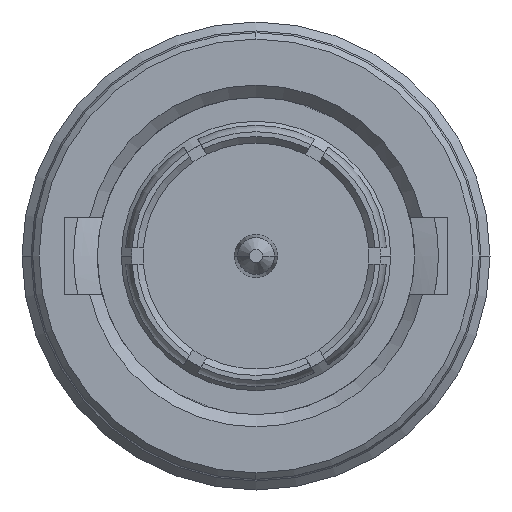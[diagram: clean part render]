
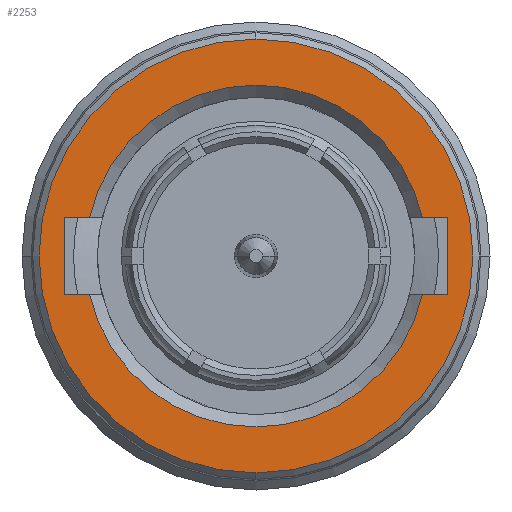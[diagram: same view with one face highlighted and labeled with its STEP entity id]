
A CAD part, left-side view. The second image highlights one B-rep face of the part: STEP entity #2253.
In plain terms, the highlighted planar face has unit normal (-1, 0, 0).
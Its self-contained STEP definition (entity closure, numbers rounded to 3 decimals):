
#1=CARTESIAN_POINT('',(0.,0.,0.));
#2=DIRECTION('',(-1.,0.,0.));
#3=DIRECTION('',(0.,0.,1.));
#4=AXIS2_PLACEMENT_3D('',#1,#2,#3);
#6=CARTESIAN_POINT('',(0.,0.,0.));
#7=DIRECTION('',(-1.,0.,0.));
#8=DIRECTION('',(0.,0.,-1.));
#9=AXIS2_PLACEMENT_3D('',#6,#7,#8);
#11=DIRECTION('',(0.,-1.,0.));
#12=VECTOR('',#11,0.784);
#13=CARTESIAN_POINT('',(0.,-5.16,-1.194));
#14=LINE('',#13,#12);
#15=DIRECTION('',(0.,0.,1.));
#16=VECTOR('',#15,2.388);
#17=CARTESIAN_POINT('',(0.,-5.944,-1.194));
#18=LINE('',#17,#16);
#19=DIRECTION('',(0.,1.,0.));
#20=VECTOR('',#19,0.784);
#21=CARTESIAN_POINT('',(0.,-5.944,1.194));
#22=LINE('',#21,#20);
#23=DIRECTION('',(0.,1.,0.));
#24=VECTOR('',#23,0.784);
#25=CARTESIAN_POINT('',(0.,5.16,1.194));
#26=LINE('',#25,#24);
#27=DIRECTION('',(0.,0.,-1.));
#28=VECTOR('',#27,2.388);
#29=CARTESIAN_POINT('',(0.,5.944,1.194));
#30=LINE('',#29,#28);
#31=DIRECTION('',(0.,-1.,0.));
#32=VECTOR('',#31,0.784);
#33=CARTESIAN_POINT('',(0.,5.944,-1.194));
#34=LINE('',#33,#32);
#566=CARTESIAN_POINT('',(0.,0.,0.));
#567=DIRECTION('',(1.,0.,0.));
#568=DIRECTION('',(0.,0.974,0.225));
#569=AXIS2_PLACEMENT_3D('',#566,#567,#568);
#987=CARTESIAN_POINT('',(0.,0.,0.));
#988=DIRECTION('',(1.,0.,0.));
#989=DIRECTION('',(0.,-0.974,-0.225));
#990=AXIS2_PLACEMENT_3D('',#987,#988,#989);
#1901=CARTESIAN_POINT('',(0.,5.16,1.194));
#1902=CARTESIAN_POINT('',(0.,5.944,1.194));
#1903=VERTEX_POINT('',#1901);
#1904=VERTEX_POINT('',#1902);
#1905=CARTESIAN_POINT('',(0.,5.944,-1.194));
#1906=VERTEX_POINT('',#1905);
#1907=CARTESIAN_POINT('',(0.,5.16,-1.194));
#1908=VERTEX_POINT('',#1907);
#1915=CARTESIAN_POINT('',(0.,-5.16,-1.194));
#1916=CARTESIAN_POINT('',(0.,-5.944,-1.194));
#1917=VERTEX_POINT('',#1915);
#1918=VERTEX_POINT('',#1916);
#1919=CARTESIAN_POINT('',(0.,-5.944,1.194));
#1920=VERTEX_POINT('',#1919);
#1921=CARTESIAN_POINT('',(0.,-5.16,1.194));
#1922=VERTEX_POINT('',#1921);
#1967=CARTESIAN_POINT('',(0.,0.,6.72));
#1968=CARTESIAN_POINT('',(0.,0.,-6.72));
#1969=VERTEX_POINT('',#1967);
#1970=VERTEX_POINT('',#1968);
#2224=CARTESIAN_POINT('',(0.,0.,0.));
#2225=DIRECTION('',(1.,0.,0.));
#2226=DIRECTION('',(0.,0.,1.));
#2227=AXIS2_PLACEMENT_3D('',#2224,#2225,#2226);
#2228=PLANE('',#2227);
#2230=ORIENTED_EDGE('',*,*,#2229,.F.);
#2232=ORIENTED_EDGE('',*,*,#2231,.F.);
#2233=EDGE_LOOP('',(#2230,#2232));
#2234=FACE_OUTER_BOUND('',#2233,.F.);
#2236=ORIENTED_EDGE('',*,*,#2235,.T.);
#2238=ORIENTED_EDGE('',*,*,#2237,.T.);
#2240=ORIENTED_EDGE('',*,*,#2239,.T.);
#2242=ORIENTED_EDGE('',*,*,#2241,.F.);
#2244=ORIENTED_EDGE('',*,*,#2243,.T.);
#2246=ORIENTED_EDGE('',*,*,#2245,.T.);
#2248=ORIENTED_EDGE('',*,*,#2247,.T.);
#2250=ORIENTED_EDGE('',*,*,#2249,.F.);
#2251=EDGE_LOOP('',(#2236,#2238,#2240,#2242,#2244,#2246,#2248,#2250));
#2252=FACE_BOUND('',#2251,.F.);
#2253=ADVANCED_FACE('',(#2234,#2252),#2228,.F.);
#5=CIRCLE('',#4,6.72);
#10=CIRCLE('',#9,6.72);
#570=CIRCLE('',#569,5.296);
#991=CIRCLE('',#990,5.296);
#2229=EDGE_CURVE('',#1969,#1970,#5,.T.);
#2231=EDGE_CURVE('',#1970,#1969,#10,.T.);
#2235=EDGE_CURVE('',#1917,#1918,#14,.T.);
#2237=EDGE_CURVE('',#1918,#1920,#18,.T.);
#2239=EDGE_CURVE('',#1920,#1922,#22,.T.);
#2241=EDGE_CURVE('',#1903,#1922,#570,.T.);
#2243=EDGE_CURVE('',#1903,#1904,#26,.T.);
#2245=EDGE_CURVE('',#1904,#1906,#30,.T.);
#2247=EDGE_CURVE('',#1906,#1908,#34,.T.);
#2249=EDGE_CURVE('',#1917,#1908,#991,.T.);
